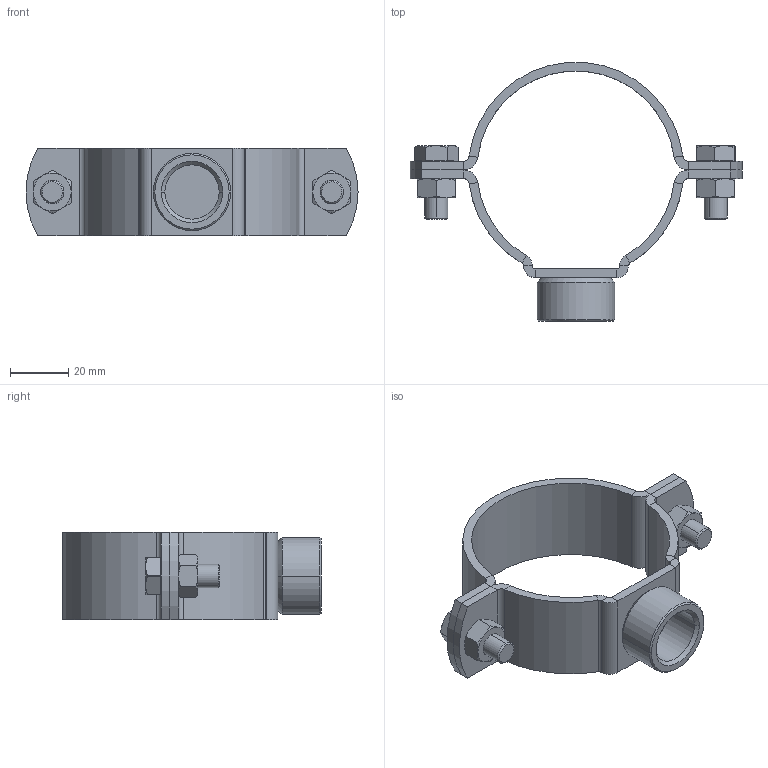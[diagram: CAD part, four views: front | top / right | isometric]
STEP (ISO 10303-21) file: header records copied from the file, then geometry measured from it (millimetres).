
FILE_DESCRIPTION (( 'STEP AP203' ), '1' );
FILE_NAME ('51.834.STEP', '2019-11-21T16:04:41', ( '' ), ( '' ), 'SwSTEP 2.0', 'SolidWorks 2019', '' );
FILE_SCHEMA (( 'CONFIG_CONTROL_DESIGN' ));
Length unit declared in the file: millimetre
Products named in the file (7): 1000003377_05 - Gr. 68-70 - H-17110.005; 1000003262; 1000003381_05 - Gr. 68-70 - H-17111.605; 1000003366_05 - Gr. 68-70 - H-17109.005; 1000003484; 1000003486; 51.834
Assembly tree (8 placements, depth 3):
  51.834
    1000003381_05 - Gr. 68-70 - H-17111.605
      1000003377_05 - Gr. 68-70 - H-17110.005
      1000003262
    1000003366_05 - Gr. 68-70 - H-17109.005
    1000003484  x2
    1000003486  x2
Bounding box: 114 x 88.87 x 30 mm (x, y, z)
Volume: 34928.1 mm3; surface area: 25545 mm2
Topology: 7 solids, 7 shells, 218 faces, 474 edges, 272 vertices
Faces by surface type: plane 90, cylinder 66, cone 62
Entity records: 5114 total; most frequent: CARTESIAN_POINT 885, DIRECTION 785, ORIENTED_EDGE 674, EDGE_CURVE 337, AXIS2_PLACEMENT_3D 316, VERTEX_POINT 192, EDGE_LOOP 169, FACE_OUTER_BOUND 156
